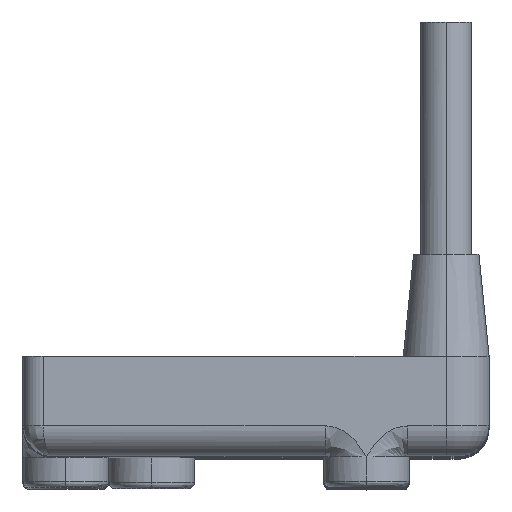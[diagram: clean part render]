
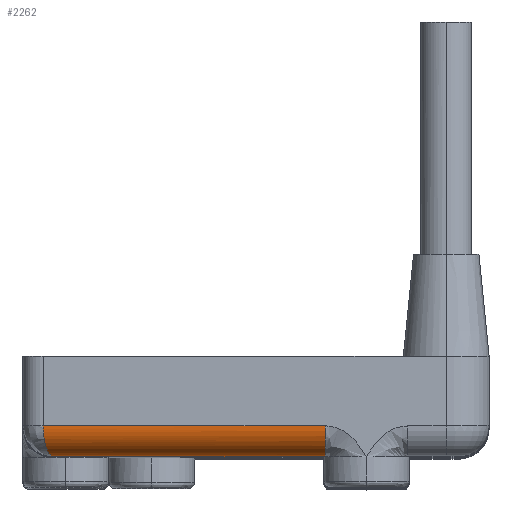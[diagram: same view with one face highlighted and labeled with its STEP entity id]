
A CAD part, top view. The second image highlights one B-rep face of the part: STEP entity #2262.
In plain terms, the highlighted cylindrical face has radius 1.5 mm (diameter 3 mm), a partial arc.
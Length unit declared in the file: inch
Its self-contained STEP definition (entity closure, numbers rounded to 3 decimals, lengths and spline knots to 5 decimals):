
#485 = AXIS2_PLACEMENT_3D ( 'NONE', #7454, #10568, #4055 ) ;
#642 = CIRCLE ( 'NONE', #2732, 0.05906 ) ;
#1106 = VERTEX_POINT ( 'NONE', #9452 ) ;
#1492 = LINE ( 'NONE', #9778, #1966 ) ;
#1738 = CARTESIAN_POINT ( 'NONE',  ( -0.57921, -0.33052, 1.71258 ) ) ;
#1954 = EDGE_LOOP ( 'NONE', ( #5855, #9015, #4579, #6643 ) ) ;
#1966 = VECTOR ( 'NONE', #2350, 39.37008 ) ;
#2262 = ADVANCED_FACE ( 'NONE', ( #9034 ), #7299, .T. ) ;
#2350 = DIRECTION ( 'NONE',  ( -1., 0., 0. ) ) ;
#2732 = AXIS2_PLACEMENT_3D ( 'NONE', #5246, #5082, #6761 ) ;
#3152 = CARTESIAN_POINT ( 'NONE',  ( -0.57673, -0.35253, 1.70512 ) ) ;
#3321 = EDGE_CURVE ( 'NONE', #6148, #1106, #642, .T. ) ;
#3480 = LINE ( 'NONE', #9978, #7060 ) ;
#4055 = DIRECTION ( 'NONE',  ( 0., 1., 0. ) ) ;
#4175 = CARTESIAN_POINT ( 'NONE',  ( -0.55953, -0.38184, 1.65352 ) ) ;
#4579 = ORIENTED_EDGE ( 'NONE', *, *, #5523, .T. ) ;
#4945 = CARTESIAN_POINT ( 'NONE',  ( -0.56468, -0.38031, 1.66898 ) ) ;
#4954 = DIRECTION ( 'NONE',  ( -1., 0., 0. ) ) ;
#5082 = DIRECTION ( 'NONE',  ( 1., 0., 0. ) ) ;
#5246 = CARTESIAN_POINT ( 'NONE',  ( -0.0364, -0.32279, 1.65352 ) ) ;
#5523 = EDGE_CURVE ( 'NONE', #6148, #10087, #3480, .T. ) ;
#5855 = ORIENTED_EDGE ( 'NONE', *, *, #9102, .F. ) ;
#5873 = CARTESIAN_POINT ( 'NONE',  ( -0.57921, -0.32279, 1.71258 ) ) ;
#6148 = VERTEX_POINT ( 'NONE', #7704 ) ;
#6508 = CARTESIAN_POINT ( 'NONE',  ( -0.56944, -0.37439, 1.68326 ) ) ;
#6643 = ORIENTED_EDGE ( 'NONE', *, *, #9617, .F. ) ;
#6761 = DIRECTION ( 'NONE',  ( 0., 0., 1. ) ) ;
#7060 = VECTOR ( 'NONE', #4954, 39.37008 ) ;
#7299 = CYLINDRICAL_SURFACE ( 'NONE', #485, 0.05906 ) ;
#7369 = CARTESIAN_POINT ( 'NONE',  ( -0.56211, -0.38184, 1.66125 ) ) ;
#7420 = CARTESIAN_POINT ( 'NONE',  ( -0.5787, -0.33825, 1.71104 ) ) ;
#7454 = CARTESIAN_POINT ( 'NONE',  ( -0.58247, -0.32279, 1.65352 ) ) ;
#7704 = CARTESIAN_POINT ( 'NONE',  ( -0.0364, -0.32279, 1.71258 ) ) ;
#7779 = VERTEX_POINT ( 'NONE', #10391 ) ;
#8235 = CARTESIAN_POINT ( 'NONE',  ( -0.57163, -0.37001, 1.68981 ) ) ;
#8342 = CARTESIAN_POINT ( 'NONE',  ( -0.57527, -0.35908, 1.70074 ) ) ;
#9015 = ORIENTED_EDGE ( 'NONE', *, *, #3321, .F. ) ;
#9034 = FACE_OUTER_BOUND ( 'NONE', #1954, .T. ) ;
#9102 = EDGE_CURVE ( 'NONE', #1106, #7779, #1492, .T. ) ;
#9452 = CARTESIAN_POINT ( 'NONE',  ( -0.0364, -0.38184, 1.65352 ) ) ;
#9617 = EDGE_CURVE ( 'NONE', #7779, #10087, #9649, .T. ) ;
#9649 = B_SPLINE_CURVE_WITH_KNOTS ( 'NONE', 3,
 ( #4175, #7369, #4945, #6508, #8235, #8342, #3152, #7420, #1738, #9762 ),
 .UNSPECIFIED., .F., .F.,
 ( 4, 2, 2, 2, 4 ),
 ( 0., 0.25, 0.5, 0.75, 1. ),
 .UNSPECIFIED. ) ;
#9762 = CARTESIAN_POINT ( 'NONE',  ( -0.57921, -0.32279, 1.71258 ) ) ;
#9778 = CARTESIAN_POINT ( 'NONE',  ( -0.30943, -0.38184, 1.65352 ) ) ;
#9978 = CARTESIAN_POINT ( 'NONE',  ( -0.19142, -0.32279, 1.71258 ) ) ;
#10087 = VERTEX_POINT ( 'NONE', #5873 ) ;
#10391 = CARTESIAN_POINT ( 'NONE',  ( -0.55953, -0.38184, 1.65352 ) ) ;
#10568 = DIRECTION ( 'NONE',  ( 1., 0., 0. ) ) ;
